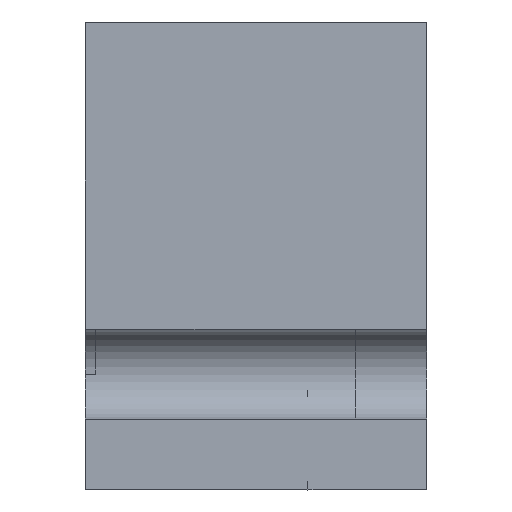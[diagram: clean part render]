
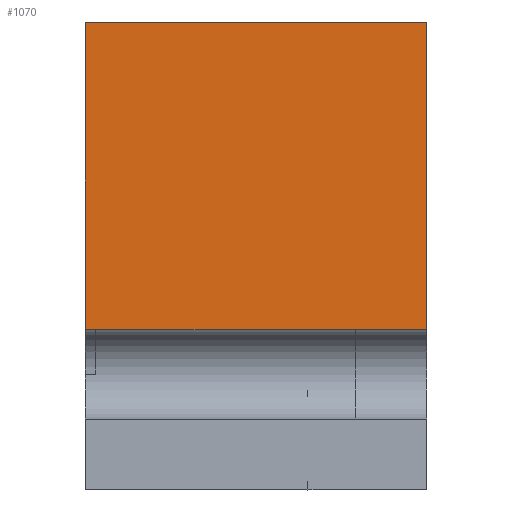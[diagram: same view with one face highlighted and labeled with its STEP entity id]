
A CAD part, left-side view. The second image highlights one B-rep face of the part: STEP entity #1070.
In plain terms, the highlighted planar face has unit normal (-1, 0, 0).
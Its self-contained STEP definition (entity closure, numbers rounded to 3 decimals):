
#95=FACE_OUTER_BOUND('',#150,.T.);
#150=EDGE_LOOP('',(#853,#854,#855,#856,#857,#858,#859));
#252=LINE('',#1714,#379);
#254=LINE('',#1718,#381);
#259=LINE('',#1734,#386);
#262=LINE('',#1745,#389);
#263=LINE('',#1747,#390);
#264=LINE('',#1749,#391);
#265=LINE('',#1750,#392);
#379=VECTOR('',#1329,10.);
#381=VECTOR('',#1333,10.);
#386=VECTOR('',#1348,10.);
#389=VECTOR('',#1359,10.);
#390=VECTOR('',#1360,10.);
#391=VECTOR('',#1361,10.);
#392=VECTOR('',#1362,10.);
#493=VERTEX_POINT('',#1707);
#496=VERTEX_POINT('',#1712);
#497=VERTEX_POINT('',#1716);
#501=VERTEX_POINT('',#1728);
#503=VERTEX_POINT('',#1732);
#508=VERTEX_POINT('',#1746);
#509=VERTEX_POINT('',#1748);
#627=EDGE_CURVE('',#493,#496,#252,.T.);
#629=EDGE_CURVE('',#497,#496,#254,.T.);
#637=EDGE_CURVE('',#501,#503,#259,.T.);
#642=EDGE_CURVE('',#503,#493,#262,.T.);
#643=EDGE_CURVE('',#508,#497,#263,.T.);
#644=EDGE_CURVE('',#508,#509,#264,.T.);
#645=EDGE_CURVE('',#509,#501,#265,.T.);
#853=ORIENTED_EDGE('',*,*,#642,.T.);
#854=ORIENTED_EDGE('',*,*,#627,.T.);
#855=ORIENTED_EDGE('',*,*,#629,.F.);
#856=ORIENTED_EDGE('',*,*,#643,.F.);
#857=ORIENTED_EDGE('',*,*,#644,.T.);
#858=ORIENTED_EDGE('',*,*,#645,.T.);
#859=ORIENTED_EDGE('',*,*,#637,.T.);
#1020=PLANE('',#1149);
#1070=ADVANCED_FACE('',(#95),#1020,.T.);
#1149=AXIS2_PLACEMENT_3D('',#1744,#1357,#1358);
#1329=DIRECTION('',(0.,-1.,0.));
#1333=DIRECTION('',(0.,0.,-1.));
#1348=DIRECTION('',(0.,-1.,0.));
#1357=DIRECTION('center_axis',(-1.,0.,0.));
#1358=DIRECTION('ref_axis',(0.,0.,1.));
#1359=DIRECTION('',(0.,-1.,0.));
#1360=DIRECTION('',(0.,-1.,0.));
#1361=DIRECTION('',(0.,0.,-1.));
#1362=DIRECTION('',(0.,0.,-1.));
#1707=CARTESIAN_POINT('',(-37.6,-4.421,-243.357));
#1712=CARTESIAN_POINT('',(-37.6,-7.421,-243.357));
#1714=CARTESIAN_POINT('',(-37.6,-4.421,-243.357));
#1716=CARTESIAN_POINT('',(-37.6,-7.421,-230.412));
#1718=CARTESIAN_POINT('',(-37.6,-7.421,-230.412));
#1728=CARTESIAN_POINT('',(-37.6,6.954,-243.357));
#1732=CARTESIAN_POINT('',(-37.6,6.515,-243.357));
#1734=CARTESIAN_POINT('',(-37.6,12.154,-243.357));
#1744=CARTESIAN_POINT('Origin',(-37.6,0.267,-240.265));
#1745=CARTESIAN_POINT('',(-37.6,6.954,-243.357));
#1746=CARTESIAN_POINT('',(-37.6,6.954,-230.412));
#1747=CARTESIAN_POINT('',(-37.6,-4.421,-230.412));
#1748=CARTESIAN_POINT('',(-37.6,6.954,-232.757));
#1749=CARTESIAN_POINT('',(-37.6,6.954,-232.757));
#1750=CARTESIAN_POINT('',(-37.6,6.954,-249.257));
